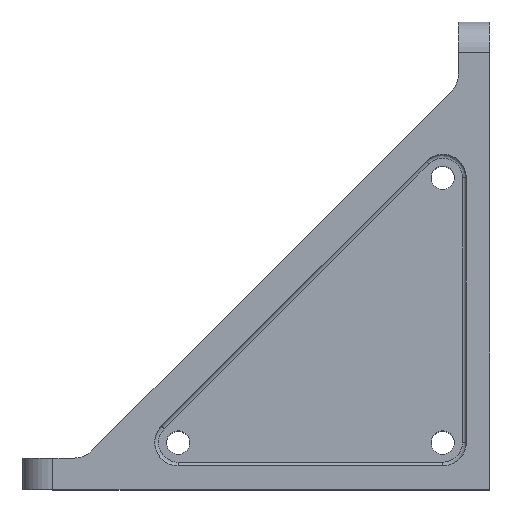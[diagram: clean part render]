
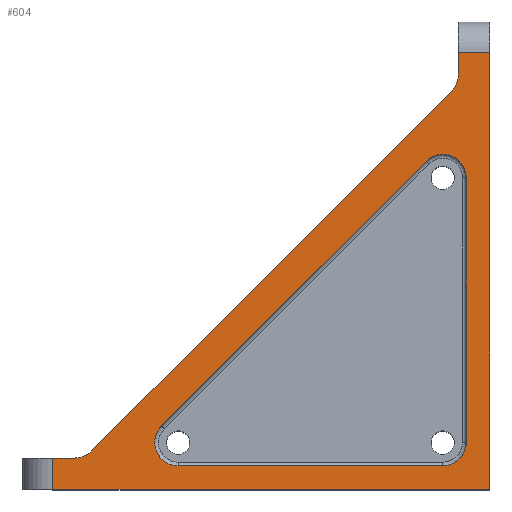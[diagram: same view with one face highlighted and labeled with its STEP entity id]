
A CAD part, top view. The second image highlights one B-rep face of the part: STEP entity #604.
In plain terms, the highlighted planar face has unit normal (0, 0, 1).
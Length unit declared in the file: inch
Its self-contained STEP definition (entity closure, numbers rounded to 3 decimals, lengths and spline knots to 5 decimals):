
#29 = VERTEX_POINT ( 'NONE', #606 ) ;
#38 = LINE ( 'NONE', #895, #1013 ) ;
#72 = ORIENTED_EDGE ( 'NONE', *, *, #1675, .T. ) ;
#85 = ORIENTED_EDGE ( 'NONE', *, *, #2533, .T. ) ;
#115 = VECTOR ( 'NONE', #382, 39.37008 ) ;
#125 = AXIS2_PLACEMENT_3D ( 'NONE', #2337, #406, #1261 ) ;
#126 = CARTESIAN_POINT ( 'NONE',  ( 3.3745, 2.5, 0.5 ) ) ;
#198 = CARTESIAN_POINT ( 'NONE',  ( 3.5, 3.33284, 0.5 ) ) ;
#210 = AXIS2_PLACEMENT_3D ( 'NONE', #2391, #458, #1314 ) ;
#231 = VERTEX_POINT ( 'NONE', #1599 ) ;
#257 = ORIENTED_EDGE ( 'NONE', *, *, #1735, .F. ) ;
#282 = CARTESIAN_POINT ( 'NONE',  ( 0.55858, 0.30858, 0.5 ) ) ;
#288 = AXIS2_PLACEMENT_3D ( 'NONE', #1837, #2699, #768 ) ;
#291 = LINE ( 'NONE', #1154, #1698 ) ;
#293 = VERTEX_POINT ( 'NONE', #1854 ) ;
#311 = VERTEX_POINT ( 'NONE', #2082 ) ;
#321 = EDGE_LOOP ( 'NONE', ( #1509, #2480, #257, #2174, #1956, #1892, #359, #1558, #520 ) ) ;
#330 = ORIENTED_EDGE ( 'NONE', *, *, #835, .T. ) ;
#346 = VECTOR ( 'NONE', #2783, 39.37008 ) ;
#359 = ORIENTED_EDGE ( 'NONE', *, *, #2387, .F. ) ;
#371 = LINE ( 'NONE', #1228, #829 ) ;
#382 = DIRECTION ( 'NONE',  ( 0.707, 0.707, 0. ) ) ;
#386 = DIRECTION ( 'NONE',  ( -1., 0., 0. ) ) ;
#397 = CARTESIAN_POINT ( 'NONE',  ( 3.75, 0., 0.5 ) ) ;
#402 = CARTESIAN_POINT ( 'NONE',  ( 3.5625, 0., 0.5 ) ) ;
#406 = DIRECTION ( 'NONE',  ( 0., 0., -1. ) ) ;
#458 = DIRECTION ( 'NONE',  ( 0., 0., -1. ) ) ;
#469 = CIRCLE ( 'NONE', #125, 0.2 ) ;
#471 = AXIS2_PLACEMENT_3D ( 'NONE', #500, #1362, #2220 ) ;
#500 = CARTESIAN_POINT ( 'NONE',  ( 0., 0., 0.5 ) ) ;
#512 = EDGE_CURVE ( 'NONE', #1709, #2668, #1780, .T. ) ;
#520 = ORIENTED_EDGE ( 'NONE', *, *, #2554, .F. ) ;
#539 = CARTESIAN_POINT ( 'NONE',  ( 3.3745, 0.1875, 0.5 ) ) ;
#571 = VECTOR ( 'NONE', #386, 39.37008 ) ;
#604 = ADVANCED_FACE ( 'NONE', ( #714, #1575 ), #2434, .T. ) ;
#606 = CARTESIAN_POINT ( 'NONE',  ( 0.245, 0.25, 0.5 ) ) ;
#619 = EDGE_CURVE ( 'NONE', #2037, #1987, #291, .T. ) ;
#662 = CARTESIAN_POINT ( 'NONE',  ( 3.5625, 2.5, 0.5 ) ) ;
#671 = CARTESIAN_POINT ( 'NONE',  ( 1.25, 0.1875, 0.5 ) ) ;
#679 = DIRECTION ( 'NONE',  ( 0., 0., -1. ) ) ;
#714 = FACE_BOUND ( 'NONE', #1762, .T. ) ;
#726 = CARTESIAN_POINT ( 'NONE',  ( 3.5, 3.505, 0.5 ) ) ;
#733 = LINE ( 'NONE', #1593, #914 ) ;
#734 = VERTEX_POINT ( 'NONE', #1387 ) ;
#768 = DIRECTION ( 'NONE',  ( 1., 0., 0. ) ) ;
#775 = VERTEX_POINT ( 'NONE', #539 ) ;
#795 = EDGE_CURVE ( 'NONE', #734, #775, #1871, .T. ) ;
#802 = CARTESIAN_POINT ( 'NONE',  ( 0.245, 0., 0.5 ) ) ;
#817 = LINE ( 'NONE', #1679, #1801 ) ;
#829 = VECTOR ( 'NONE', #2089, 39.37008 ) ;
#835 = EDGE_CURVE ( 'NONE', #775, #1495, #1457, .T. ) ;
#854 = LINE ( 'NONE', #1712, #919 ) ;
#856 = EDGE_CURVE ( 'NONE', #1709, #2604, #854, .T. ) ;
#895 = CARTESIAN_POINT ( 'NONE',  ( 0.245, 0., 0.5 ) ) ;
#914 = VECTOR ( 'NONE', #2448, 39.37008 ) ;
#919 = VECTOR ( 'NONE', #2569, 39.37008 ) ;
#945 = VERTEX_POINT ( 'NONE', #662 ) ;
#982 = DIRECTION ( 'NONE',  ( 0., 0., -1. ) ) ;
#1013 = VECTOR ( 'NONE', #1756, 39.37008 ) ;
#1067 = LINE ( 'NONE', #1926, #346 ) ;
#1073 = VERTEX_POINT ( 'NONE', #282 ) ;
#1154 = CARTESIAN_POINT ( 'NONE',  ( 0., 0., 0.5 ) ) ;
#1228 = CARTESIAN_POINT ( 'NONE',  ( 0., 3.505, 0.5 ) ) ;
#1256 = DIRECTION ( 'NONE',  ( 0., -1., 0. ) ) ;
#1261 = DIRECTION ( 'NONE',  ( 1., 0., 0. ) ) ;
#1263 = AXIS2_PLACEMENT_3D ( 'NONE', #126, #982, #1842 ) ;
#1280 = VECTOR ( 'NONE', #1256, 39.37008 ) ;
#1314 = DIRECTION ( 'NONE',  ( 1., 0., 0. ) ) ;
#1362 = DIRECTION ( 'NONE',  ( 0., 0., 1. ) ) ;
#1377 = EDGE_CURVE ( 'NONE', #1073, #293, #469, .T. ) ;
#1387 = CARTESIAN_POINT ( 'NONE',  ( 3.5625, 0.3755, 0.5 ) ) ;
#1391 = CARTESIAN_POINT ( 'NONE',  ( 3.44142, 3.19142, 0.5 ) ) ;
#1454 = LINE ( 'NONE', #2314, #115 ) ;
#1457 = LINE ( 'NONE', #2317, #571 ) ;
#1471 = AXIS2_PLACEMENT_3D ( 'NONE', #2610, #679, #1541 ) ;
#1495 = VERTEX_POINT ( 'NONE', #671 ) ;
#1509 = ORIENTED_EDGE ( 'NONE', *, *, #2297, .T. ) ;
#1541 = DIRECTION ( 'NONE',  ( 1., 0., 0. ) ) ;
#1558 = ORIENTED_EDGE ( 'NONE', *, *, #1377, .T. ) ;
#1575 = FACE_OUTER_BOUND ( 'NONE', #321, .T. ) ;
#1593 = CARTESIAN_POINT ( 'NONE',  ( 3.5, 3.25, 0.5 ) ) ;
#1599 = CARTESIAN_POINT ( 'NONE',  ( 3.24156, 2.63294, 0.5 ) ) ;
#1675 = EDGE_CURVE ( 'NONE', #945, #734, #2333, .T. ) ;
#1679 = CARTESIAN_POINT ( 'NONE',  ( 0.5, 0.25, 0.5 ) ) ;
#1698 = VECTOR ( 'NONE', #2013, 39.37008 ) ;
#1709 = VERTEX_POINT ( 'NONE', #198 ) ;
#1712 = CARTESIAN_POINT ( 'NONE',  ( 3.5, 3.75, 0.5 ) ) ;
#1735 = EDGE_CURVE ( 'NONE', #1739, #2037, #1067, .T. ) ;
#1739 = VERTEX_POINT ( 'NONE', #2152 ) ;
#1756 = DIRECTION ( 'NONE',  ( 0., -1., 0. ) ) ;
#1762 = EDGE_LOOP ( 'NONE', ( #330, #2484, #85, #1982, #72, #2464 ) ) ;
#1780 = CIRCLE ( 'NONE', #210, 0.2 ) ;
#1801 = VECTOR ( 'NONE', #2536, 39.37008 ) ;
#1828 = CIRCLE ( 'NONE', #1471, 0.188 ) ;
#1837 = CARTESIAN_POINT ( 'NONE',  ( 3.3745, 0.3755, 0.5 ) ) ;
#1838 = EDGE_CURVE ( 'NONE', #1495, #311, #1828, .T. ) ;
#1842 = DIRECTION ( 'NONE',  ( 1., 0., 0. ) ) ;
#1854 = CARTESIAN_POINT ( 'NONE',  ( 0.41716, 0.25, 0.5 ) ) ;
#1871 = CIRCLE ( 'NONE', #288, 0.188 ) ;
#1892 = ORIENTED_EDGE ( 'NONE', *, *, #512, .T. ) ;
#1926 = CARTESIAN_POINT ( 'NONE',  ( 3.75, 0., 0.5 ) ) ;
#1956 = ORIENTED_EDGE ( 'NONE', *, *, #856, .F. ) ;
#1982 = ORIENTED_EDGE ( 'NONE', *, *, #2722, .T. ) ;
#1987 = VERTEX_POINT ( 'NONE', #802 ) ;
#2013 = DIRECTION ( 'NONE',  ( -1., 0., 0. ) ) ;
#2037 = VERTEX_POINT ( 'NONE', #397 ) ;
#2082 = CARTESIAN_POINT ( 'NONE',  ( 1.11706, 0.50844, 0.5 ) ) ;
#2089 = DIRECTION ( 'NONE',  ( -1., 0., 0. ) ) ;
#2152 = CARTESIAN_POINT ( 'NONE',  ( 3.75, 3.505, 0.5 ) ) ;
#2174 = ORIENTED_EDGE ( 'NONE', *, *, #2507, .T. ) ;
#2220 = DIRECTION ( 'NONE',  ( 1., 0., 0. ) ) ;
#2297 = EDGE_CURVE ( 'NONE', #29, #1987, #38, .T. ) ;
#2314 = CARTESIAN_POINT ( 'NONE',  ( 1.11706, 0.50844, 0.5 ) ) ;
#2317 = CARTESIAN_POINT ( 'NONE',  ( 0., 0.1875, 0.5 ) ) ;
#2333 = LINE ( 'NONE', #402, #1280 ) ;
#2337 = CARTESIAN_POINT ( 'NONE',  ( 0.41716, 0.45, 0.5 ) ) ;
#2387 = EDGE_CURVE ( 'NONE', #1073, #2668, #733, .T. ) ;
#2391 = CARTESIAN_POINT ( 'NONE',  ( 3.3, 3.33284, 0.5 ) ) ;
#2434 = PLANE ( 'NONE',  #471 ) ;
#2448 = DIRECTION ( 'NONE',  ( 0.707, 0.707, 0. ) ) ;
#2464 = ORIENTED_EDGE ( 'NONE', *, *, #795, .T. ) ;
#2479 = CIRCLE ( 'NONE', #1263, 0.188 ) ;
#2480 = ORIENTED_EDGE ( 'NONE', *, *, #619, .F. ) ;
#2484 = ORIENTED_EDGE ( 'NONE', *, *, #1838, .T. ) ;
#2507 = EDGE_CURVE ( 'NONE', #1739, #2604, #371, .T. ) ;
#2533 = EDGE_CURVE ( 'NONE', #311, #231, #1454, .T. ) ;
#2536 = DIRECTION ( 'NONE',  ( 1., 0., 0. ) ) ;
#2554 = EDGE_CURVE ( 'NONE', #29, #293, #817, .T. ) ;
#2569 = DIRECTION ( 'NONE',  ( 0., 1., 0. ) ) ;
#2604 = VERTEX_POINT ( 'NONE', #726 ) ;
#2610 = CARTESIAN_POINT ( 'NONE',  ( 1.25, 0.3755, 0.5 ) ) ;
#2668 = VERTEX_POINT ( 'NONE', #1391 ) ;
#2699 = DIRECTION ( 'NONE',  ( 0., 0., -1. ) ) ;
#2722 = EDGE_CURVE ( 'NONE', #231, #945, #2479, .T. ) ;
#2783 = DIRECTION ( 'NONE',  ( 0., -1., 0. ) ) ;
